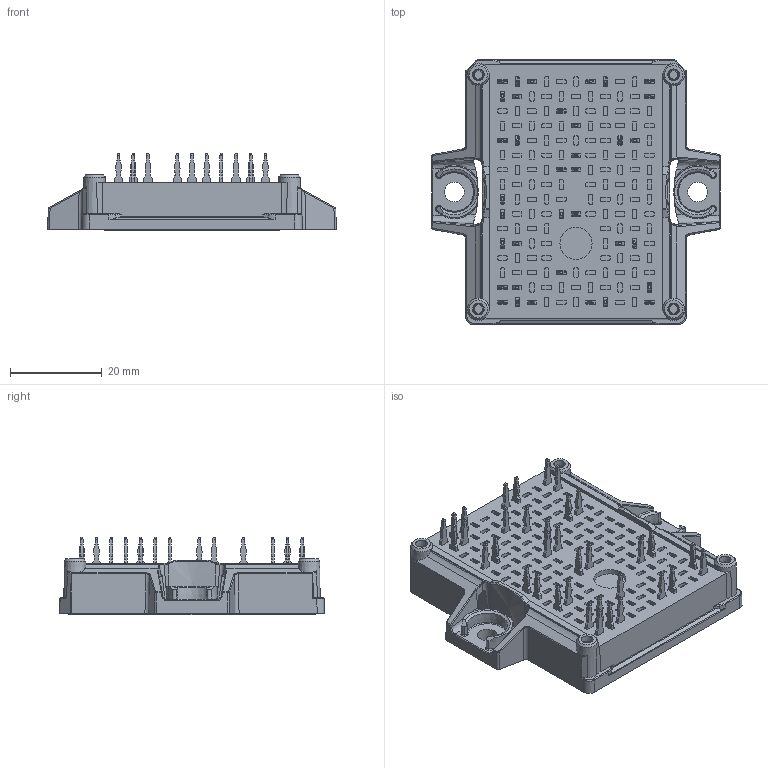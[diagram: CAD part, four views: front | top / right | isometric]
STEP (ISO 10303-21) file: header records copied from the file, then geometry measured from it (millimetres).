
FILE_DESCRIPTION(/* description */ ('Unknown'),/* implementation_level */ '2;1');
FILE_NAME(/* name */ 'FlowE2-4T12TA-LU30(360)-01-OL',/* time_stamp */ '2023-06-19T12:24:54+02:00',/* author */ ('Unknown'),/* organization */ ('Unknown'),/* preprocessor_version */ 'ST-DEVELOPER v18.1',/* originating_system */ 'Solid Edge',/* authorisation */ 'Unknown');
FILE_SCHEMA (('AUTOMOTIVE_DESIGN {1 0 10303 214 3 1 1}'));
Products named in the file (1): FlowE2-4T12TA-LU30-OL
Bounding box: 62.8 x 57.68 x 16.79 mm (x, y, z)
Volume: 26490.8 mm3; surface area: 12808.2 mm2
Topology: 1 solids, 1 shells, 4289 faces, 10692 edges, 6609 vertices
Faces by surface type: plane 2207, cylinder 1203, cone 714, bspline 119, torus 28, sphere 18
Full cylindrical faces by diameter (mm): 4.3 x2, 7 x1
Entity records: 157735 total; most frequent: CARTESIAN_POINT 24456, DIRECTION 22002, ORIENTED_EDGE 21280, EDGE_CURVE 10640, AXIS2_PLACEMENT_3D 7477, LINE 7048, VECTOR 7048, VERTEX_POINT 6596
